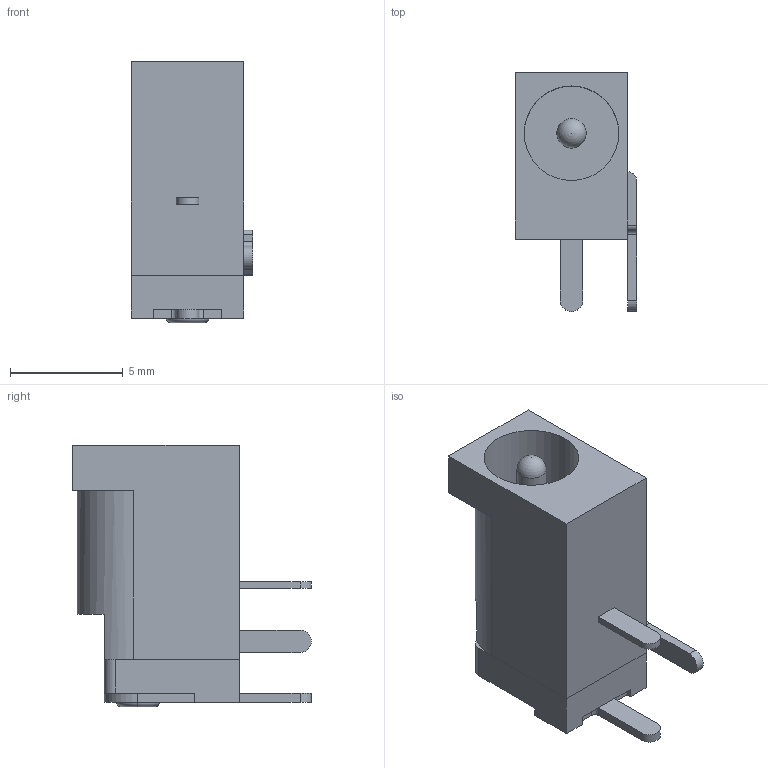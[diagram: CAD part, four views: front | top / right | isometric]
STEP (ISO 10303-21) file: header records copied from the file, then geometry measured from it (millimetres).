
FILE_DESCRIPTION (( 'STEP AP203' ), '1' );
FILE_NAME ('CUI_DEVICES_PJ-031D.step', '2019-10-20T23:20:25', ( '' ), ( '' ), 'SwSTEP 2.0', 'SolidWorks 2019', '' );
FILE_SCHEMA (( 'CONFIG_CONTROL_DESIGN' ));
Length unit declared in the file: inch
Products named in the file (1): CUI_DEVICES_PJ-031D
Bounding box: 5.4 x 10.6 x 11.6 mm (x, y, z)
Volume: 287.8 mm3; surface area: 586.2 mm2
Topology: 5 solids, 5 shells, 65 faces, 158 edges, 105 vertices
Faces by surface type: plane 44, cylinder 18, torus 2, sphere 1
Entity records: 1965 total; most frequent: DIRECTION 332, CARTESIAN_POINT 326, ORIENTED_EDGE 312, EDGE_CURVE 156, VECTOR 112, LINE 112, AXIS2_PLACEMENT_3D 110, VERTEX_POINT 104
